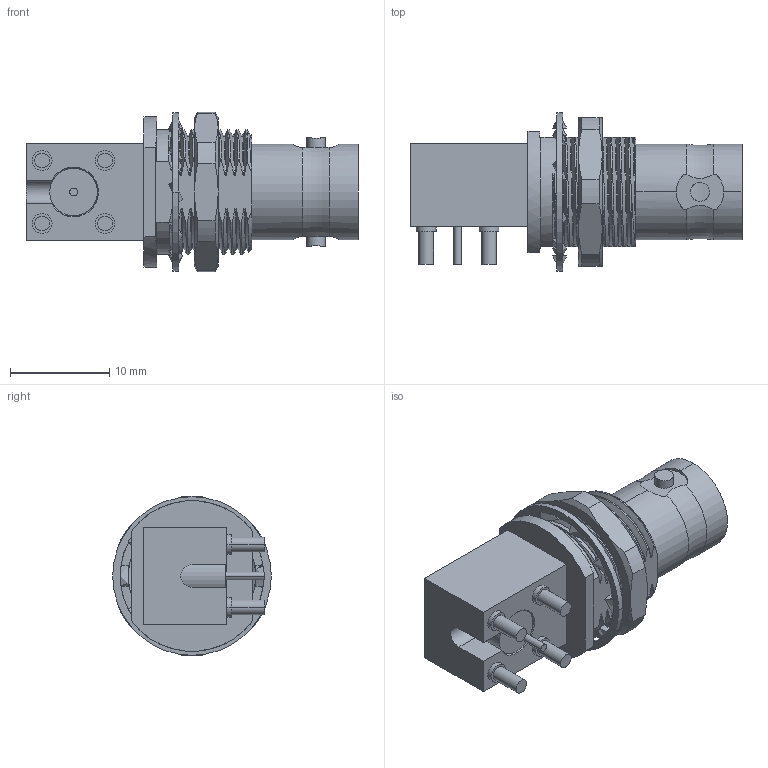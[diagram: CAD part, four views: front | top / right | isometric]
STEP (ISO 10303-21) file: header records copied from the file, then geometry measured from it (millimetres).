
FILE_DESCRIPTION((''),'2;1');
FILE_NAME('31-70221_SW0001','2017-05-18T',('Lokesh'),(''),'PRO/ENGINEER BY PARAMETRIC TECHNOLOGY CORPORATION, 2014440','PRO/ENGINEER BY PARAMETRIC TECHNOLOGY CORPORATION, 2014440','');
FILE_SCHEMA(('CONFIG_CONTROL_DESIGN'));
Length unit declared in the file: millimetre
Products named in the file (1): 31-70221_SW0001
Bounding box: 33.5 x 16 x 16.08 mm (x, y, z)
Surface area: 2733.5 mm2 (no closed solid volume)
Topology: 0 solids, 12 shells, 291 faces, 841 edges, 567 vertices
Faces by surface type: bspline 106, cylinder 82, plane 67, cone 32, torus 4
Entity records: 27296 total; most frequent: CARTESIAN_POINT 20360, ORIENTED_EDGE 1602, DIRECTION 1103, EDGE_CURVE 839, VERTEX_POINT 567, AXIS2_PLACEMENT_3D 377, VECTOR 349, LINE 349
